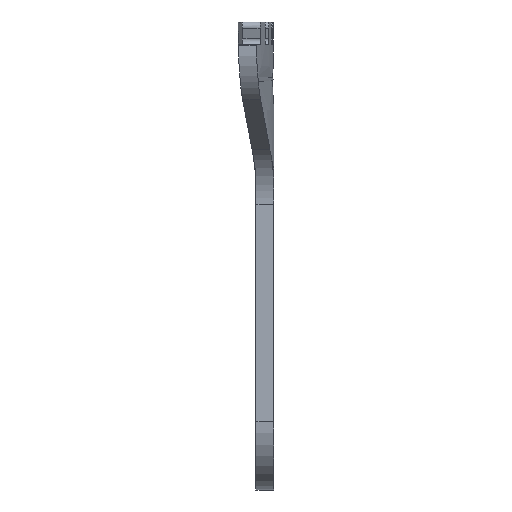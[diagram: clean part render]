
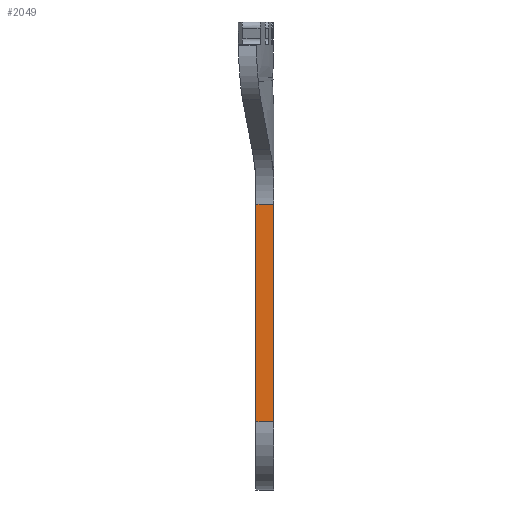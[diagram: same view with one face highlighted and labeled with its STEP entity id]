
A CAD part, left-side view. The second image highlights one B-rep face of the part: STEP entity #2049.
In plain terms, the highlighted planar face has unit normal (-1, 0, 0).
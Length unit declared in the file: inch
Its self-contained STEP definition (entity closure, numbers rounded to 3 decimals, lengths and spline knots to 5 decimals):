
#128=PLANE('',#2204);
#233=FACE_OUTER_BOUND('',#353,.T.);
#353=EDGE_LOOP('',(#1843,#1844,#1845,#1846));
#435=LINE('',#4594,#545);
#454=LINE('',#4784,#564);
#458=LINE('',#4796,#568);
#463=LINE('',#4813,#573);
#545=VECTOR('',#2435,0.3937);
#564=VECTOR('',#2544,0.3937);
#568=VECTOR('',#2556,0.3937);
#573=VECTOR('',#2571,0.3937);
#919=VERTEX_POINT('',#4591);
#920=VERTEX_POINT('',#4593);
#950=VERTEX_POINT('',#4781);
#951=VERTEX_POINT('',#4783);
#1205=EDGE_CURVE('',#920,#919,#435,.T.);
#1255=EDGE_CURVE('',#950,#951,#454,.T.);
#1262=EDGE_CURVE('',#950,#920,#458,.T.);
#1268=EDGE_CURVE('',#919,#951,#463,.T.);
#1843=ORIENTED_EDGE('',*,*,#1262,.T.);
#1844=ORIENTED_EDGE('',*,*,#1205,.T.);
#1845=ORIENTED_EDGE('',*,*,#1268,.T.);
#1846=ORIENTED_EDGE('',*,*,#1255,.F.);
#2049=ADVANCED_FACE('',(#233),#128,.F.);
#2204=AXIS2_PLACEMENT_3D('',#4819,#2579,#2580);
#2435=DIRECTION('',(0.,0.,-1.));
#2544=DIRECTION('',(0.,0.,-1.));
#2556=DIRECTION('',(0.,1.,0.));
#2571=DIRECTION('',(0.,-1.,0.));
#2579=DIRECTION('center_axis',(1.,0.,0.));
#2580=DIRECTION('ref_axis',(0.,-1.,0.));
#4591=CARTESIAN_POINT('',(-2.125,-0.0418,-18.5));
#4593=CARTESIAN_POINT('',(-2.125,-0.0418,-13.74291));
#4594=CARTESIAN_POINT('',(-2.125,-0.0418,-13.));
#4781=CARTESIAN_POINT('',(-2.125,-0.43552,-13.74291));
#4783=CARTESIAN_POINT('',(-2.125,-0.43552,-18.5));
#4784=CARTESIAN_POINT('',(-2.125,-0.43552,-13.));
#4796=CARTESIAN_POINT('',(-2.125,0.14571,-13.74291));
#4813=CARTESIAN_POINT('',(-2.125,-0.14023,-18.5));
#4819=CARTESIAN_POINT('Origin',(-2.125,-0.0418,-13.));
